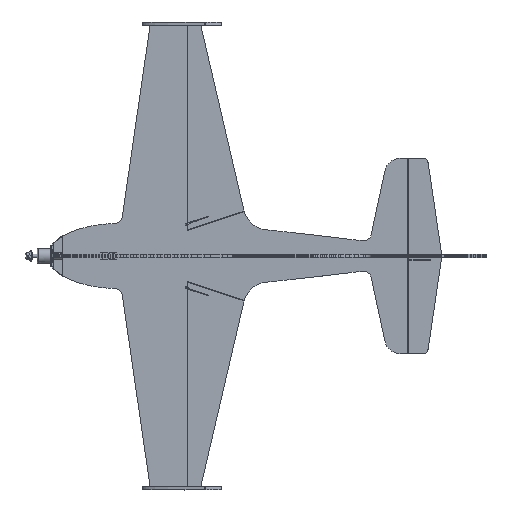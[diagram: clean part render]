
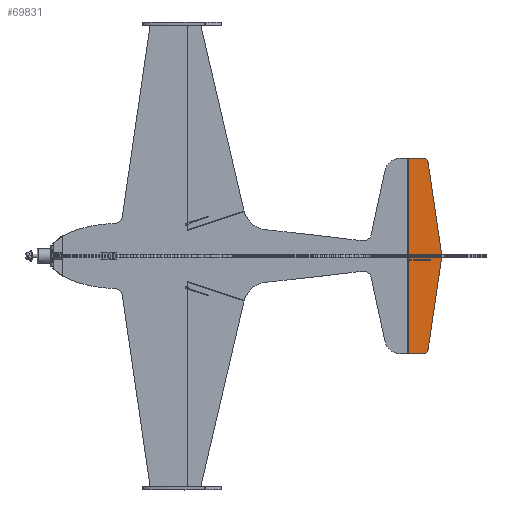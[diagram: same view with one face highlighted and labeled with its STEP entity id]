
A CAD part, top view. The second image highlights one B-rep face of the part: STEP entity #69831.
In plain terms, the highlighted free-form (B-spline) face has degree [1, 1] with [2, 2] control points.
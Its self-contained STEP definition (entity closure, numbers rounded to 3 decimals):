
#69671 = EDGE_CURVE('',#69672,#69674,#69676,.T.);
#69672 = VERTEX_POINT('',#69673);
#69673 = CARTESIAN_POINT('',(394.206,-247.224,
    -104.154));
#69674 = VERTEX_POINT('',#69675);
#69675 = CARTESIAN_POINT('',(407.221,-235.985,
    -104.154));
#69676 = ( BOUNDED_CURVE() B_SPLINE_CURVE(2,(#69677,#69678,#69679),
.UNSPECIFIED.,.F.,.F.) B_SPLINE_CURVE_WITH_KNOTS((3,3),(0.,
1.425),.PIECEWISE_BEZIER_KNOTS.) CURVE() 
GEOMETRIC_REPRESENTATION_ITEM() RATIONAL_B_SPLINE_CURVE((1.,
0.757,1.)) REPRESENTATION_ITEM('') );
#69677 = CARTESIAN_POINT('',(394.206,-247.224,
    -104.154));
#69678 = CARTESIAN_POINT('',(405.565,-247.224,
    -104.154));
#69679 = CARTESIAN_POINT('',(407.221,-235.985,
    -104.154));
#69711 = EDGE_CURVE('',#69712,#69714,#69716,.T.);
#69712 = VERTEX_POINT('',#69713);
#69713 = CARTESIAN_POINT('',(394.206,247.223,
    -104.154));
#69714 = VERTEX_POINT('',#69715);
#69715 = CARTESIAN_POINT('',(407.221,235.985,
    -104.154));
#69716 = ( BOUNDED_CURVE() B_SPLINE_CURVE(2,(#69717,#69718,#69719),
.UNSPECIFIED.,.F.,.F.) B_SPLINE_CURVE_WITH_KNOTS((3,3),(0.,
1.425),.PIECEWISE_BEZIER_KNOTS.) CURVE() 
GEOMETRIC_REPRESENTATION_ITEM() RATIONAL_B_SPLINE_CURVE((1.,
0.757,1.)) REPRESENTATION_ITEM('') );
#69717 = CARTESIAN_POINT('',(394.206,247.223,
    -104.154));
#69718 = CARTESIAN_POINT('',(405.565,247.223,
    -104.154));
#69719 = CARTESIAN_POINT('',(407.221,235.985,
    -104.154));
#69752 = VERTEX_POINT('',#69753);
#69753 = CARTESIAN_POINT('',(441.982,0.,
    -104.154));
#69766 = EDGE_CURVE('',#69752,#69714,#69767,.T.);
#69767 = B_SPLINE_CURVE_WITH_KNOTS('',1,(#69768,#69769),.UNSPECIFIED.,
  .F.,.F.,(2,2),(0.,181.32),
  .PIECEWISE_BEZIER_KNOTS.);
#69768 = CARTESIAN_POINT('',(441.982,0.,
    -104.154));
#69769 = CARTESIAN_POINT('',(407.221,235.985,
    -104.154));
#69779 = EDGE_CURVE('',#69712,#69780,#69782,.T.);
#69780 = VERTEX_POINT('',#69781);
#69781 = CARTESIAN_POINT('',(356.56,247.223,
    -104.155));
#69782 = B_SPLINE_CURVE_WITH_KNOTS('',1,(#69783,#69784),.UNSPECIFIED.,
  .F.,.F.,(2,2),(8.635,37.252),
  .PIECEWISE_BEZIER_KNOTS.);
#69783 = CARTESIAN_POINT('',(394.206,247.223,
    -104.154));
#69784 = CARTESIAN_POINT('',(356.56,247.223,
    -104.155));
#69807 = EDGE_CURVE('',#69780,#69808,#69810,.T.);
#69808 = VERTEX_POINT('',#69809);
#69809 = CARTESIAN_POINT('',(356.56,-247.224,
    -104.155));
#69810 = B_SPLINE_CURVE_WITH_KNOTS('',1,(#69811,#69812),.UNSPECIFIED.,
  .F.,.F.,(2,2),(-110.132,265.722),
  .PIECEWISE_BEZIER_KNOTS.);
#69811 = CARTESIAN_POINT('',(356.56,247.223,
    -104.155));
#69812 = CARTESIAN_POINT('',(356.56,-247.224,
    -104.155));
#69831 = ADVANCED_FACE('',(#69832),#69849,.T.);
#69832 = FACE_BOUND('',#69833,.T.);
#69833 = EDGE_LOOP('',(#69834,#69839,#69840,#69841,#69842,#69843,#69848)
  );
#69834 = ORIENTED_EDGE('',*,*,#69835,.F.);
#69835 = EDGE_CURVE('',#69752,#69674,#69836,.T.);
#69836 = B_SPLINE_CURVE_WITH_KNOTS('',1,(#69837,#69838),.UNSPECIFIED.,
  .F.,.F.,(2,2),(0.,181.32),
  .PIECEWISE_BEZIER_KNOTS.);
#69837 = CARTESIAN_POINT('',(441.982,0.,
    -104.154));
#69838 = CARTESIAN_POINT('',(407.221,-235.985,
    -104.154));
#69839 = ORIENTED_EDGE('',*,*,#69766,.T.);
#69840 = ORIENTED_EDGE('',*,*,#69711,.F.);
#69841 = ORIENTED_EDGE('',*,*,#69779,.T.);
#69842 = ORIENTED_EDGE('',*,*,#69807,.T.);
#69843 = ORIENTED_EDGE('',*,*,#69844,.F.);
#69844 = EDGE_CURVE('',#69672,#69808,#69845,.T.);
#69845 = B_SPLINE_CURVE_WITH_KNOTS('',1,(#69846,#69847),.UNSPECIFIED.,
  .F.,.F.,(2,2),(8.635,37.252),
  .PIECEWISE_BEZIER_KNOTS.);
#69846 = CARTESIAN_POINT('',(394.206,-247.224,
    -104.154));
#69847 = CARTESIAN_POINT('',(356.56,-247.224,
    -104.155));
#69848 = ORIENTED_EDGE('',*,*,#69671,.T.);
#69849 = B_SPLINE_SURFACE_WITH_KNOTS('',1,1,(
    (#69850,#69851)
    ,(#69852,#69853
    )),.UNSPECIFIED.,.F.,.F.,.F.,(2,2),(2,2),(-110.132,
    265.722),(564.52,629.454),
  .PIECEWISE_BEZIER_KNOTS.);
#69850 = CARTESIAN_POINT('',(356.56,247.223,
    -104.155));
#69851 = CARTESIAN_POINT('',(441.982,247.223,
    -104.154));
#69852 = CARTESIAN_POINT('',(356.56,-247.224,
    -104.155));
#69853 = CARTESIAN_POINT('',(441.982,-247.224,
    -104.154));
